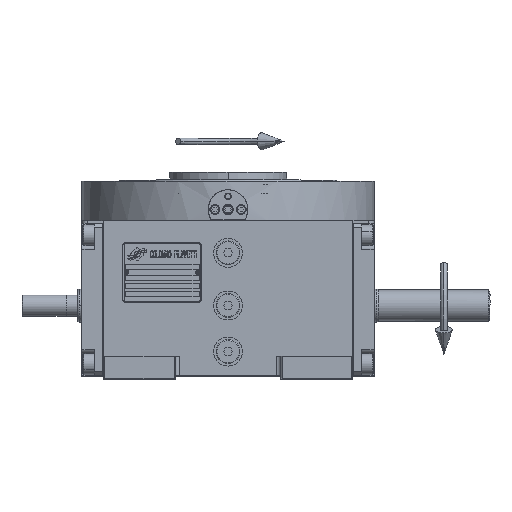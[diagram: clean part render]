
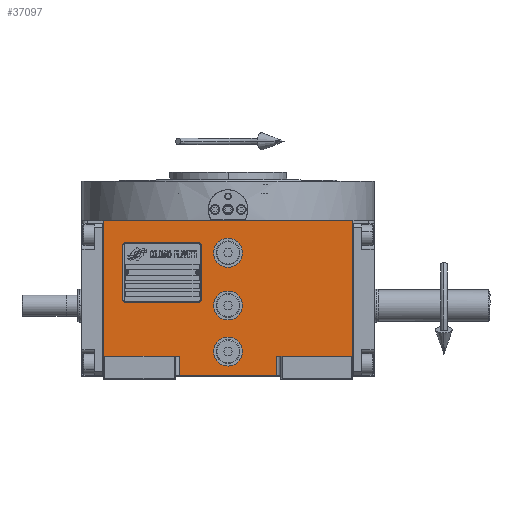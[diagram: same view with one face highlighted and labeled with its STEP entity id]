
A CAD part, top view. The second image highlights one B-rep face of the part: STEP entity #37097.
In plain terms, the highlighted planar face has unit normal (0, 0, 1).
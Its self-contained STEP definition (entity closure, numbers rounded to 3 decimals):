
#547 = DIRECTION ( 'NONE',  ( 0., -1., 0. ) ) ;
#1697 = ORIENTED_EDGE ( 'NONE', *, *, #8634, .F. ) ;
#2857 = VECTOR ( 'NONE', #23734, 1000. ) ;
#4168 = EDGE_CURVE ( 'NONE', #43431, #52995, #62721, .T. ) ;
#4291 = ORIENTED_EDGE ( 'NONE', *, *, #49921, .F. ) ;
#4676 = ORIENTED_EDGE ( 'NONE', *, *, #29890, .F. ) ;
#6150 = DIRECTION ( 'NONE',  ( 1., 0., 0. ) ) ;
#6380 = CARTESIAN_POINT ( 'NONE',  ( -11., -35., 163.5 ) ) ;
#6569 = CARTESIAN_POINT ( 'NONE',  ( -94.5, -38.5, 163.5 ) ) ;
#7482 = CARTESIAN_POINT ( 'NONE',  ( -37., -53.5, 163.5 ) ) ;
#8345 = VERTEX_POINT ( 'NONE', #46947 ) ;
#8584 = CARTESIAN_POINT ( 'NONE',  ( 11., 40., 163.5 ) ) ;
#8634 = EDGE_CURVE ( 'NONE', #33123, #52995, #39629, .T. ) ;
#8890 = VERTEX_POINT ( 'NONE', #6380 ) ;
#9346 = CARTESIAN_POINT ( 'NONE',  ( -94.5, -53.5, 163.5 ) ) ;
#9461 = AXIS2_PLACEMENT_3D ( 'NONE', #46841, #41989, #10536 ) ;
#9908 = ORIENTED_EDGE ( 'NONE', *, *, #45531, .F. ) ;
#9974 = DIRECTION ( 'NONE',  ( 0., 0., 1. ) ) ;
#10125 = VERTEX_POINT ( 'NONE', #56244 ) ;
#10280 = EDGE_CURVE ( 'NONE', #8890, #29958, #48400, .T. ) ;
#10536 = DIRECTION ( 'NONE',  ( 1., 0., 0. ) ) ;
#10868 = CARTESIAN_POINT ( 'NONE',  ( 11., -35., 163.5 ) ) ;
#11704 = DIRECTION ( 'NONE',  ( 0., 0., 1. ) ) ;
#11850 = LINE ( 'NONE', #16345, #42931 ) ;
#11880 = ORIENTED_EDGE ( 'NONE', *, *, #47031, .F. ) ;
#12750 = DIRECTION ( 'NONE',  ( -1., 0., 0. ) ) ;
#13001 = AXIS2_PLACEMENT_3D ( 'NONE', #67789, #41817, #57737 ) ;
#13464 = ORIENTED_EDGE ( 'NONE', *, *, #4168, .T. ) ;
#14384 = CIRCLE ( 'NONE', #33126, 11. ) ;
#14694 = ORIENTED_EDGE ( 'NONE', *, *, #27900, .T. ) ;
#14848 = VERTEX_POINT ( 'NONE', #48773 ) ;
#15167 = CARTESIAN_POINT ( 'NONE',  ( 0., 0., 163.5 ) ) ;
#15292 = CARTESIAN_POINT ( 'NONE',  ( -94.5, -38.5, 163.5 ) ) ;
#15558 = EDGE_CURVE ( 'NONE', #36923, #16190, #28883, .T. ) ;
#15838 = CIRCLE ( 'NONE', #24669, 11. ) ;
#16190 = VERTEX_POINT ( 'NONE', #31040 ) ;
#16345 = CARTESIAN_POINT ( 'NONE',  ( -94.5, 64.5, 163.5 ) ) ;
#16350 = ORIENTED_EDGE ( 'NONE', *, *, #19606, .F. ) ;
#18006 = CARTESIAN_POINT ( 'NONE',  ( 37., -38.5, 163.5 ) ) ;
#19127 = VERTEX_POINT ( 'NONE', #19995 ) ;
#19606 = EDGE_CURVE ( 'NONE', #19127, #14848, #11850, .T. ) ;
#19995 = CARTESIAN_POINT ( 'NONE',  ( -94.5, 64.5, 163.5 ) ) ;
#20863 = DIRECTION ( 'NONE',  ( 1., 0., 0. ) ) ;
#21105 = ORIENTED_EDGE ( 'NONE', *, *, #43922, .F. ) ;
#21358 = LINE ( 'NONE', #36927, #30977 ) ;
#21621 = CARTESIAN_POINT ( 'NONE',  ( 0., -35., 163.5 ) ) ;
#22991 = AXIS2_PLACEMENT_3D ( 'NONE', #21621, #48933, #48574 ) ;
#23734 = DIRECTION ( 'NONE',  ( 0., 1., 0. ) ) ;
#23947 = EDGE_LOOP ( 'NONE', ( #21105, #34079 ) ) ;
#24669 = AXIS2_PLACEMENT_3D ( 'NONE', #15167, #9974, #52175 ) ;
#26010 = VERTEX_POINT ( 'NONE', #41705 ) ;
#27900 = EDGE_CURVE ( 'NONE', #16190, #14848, #40869, .T. ) ;
#28213 = CIRCLE ( 'NONE', #9461, 11. ) ;
#28883 = LINE ( 'NONE', #61729, #58888 ) ;
#29157 = CIRCLE ( 'NONE', #49045, 11. ) ;
#29161 = VECTOR ( 'NONE', #55421, 1000. ) ;
#29351 = ORIENTED_EDGE ( 'NONE', *, *, #32966, .F. ) ;
#29890 = EDGE_CURVE ( 'NONE', #38592, #26010, #28213, .T. ) ;
#29958 = VERTEX_POINT ( 'NONE', #10868 ) ;
#30443 = DIRECTION ( 'NONE',  ( 1., 0., 0. ) ) ;
#30977 = VECTOR ( 'NONE', #63880, 1000. ) ;
#31040 = CARTESIAN_POINT ( 'NONE',  ( 94.5, -38.5, 163.5 ) ) ;
#32733 = LINE ( 'NONE', #52478, #46961 ) ;
#32966 = EDGE_CURVE ( 'NONE', #8345, #10125, #15838, .T. ) ;
#33123 = VERTEX_POINT ( 'NONE', #36945 ) ;
#33126 = AXIS2_PLACEMENT_3D ( 'NONE', #42802, #11704, #6150 ) ;
#33181 = EDGE_LOOP ( 'NONE', ( #4676, #4291 ) ) ;
#34079 = ORIENTED_EDGE ( 'NONE', *, *, #10280, .F. ) ;
#36040 = DIRECTION ( 'NONE',  ( 0., 1., 0. ) ) ;
#36629 = DIRECTION ( 'NONE',  ( 0., 0., 1. ) ) ;
#36923 = VERTEX_POINT ( 'NONE', #18006 ) ;
#36927 = CARTESIAN_POINT ( 'NONE',  ( -37., -53.5, 163.5 ) ) ;
#36945 = CARTESIAN_POINT ( 'NONE',  ( -37., -53.5, 163.5 ) ) ;
#37097 = ADVANCED_FACE ( 'NONE', ( #57732, #40790, #61899, #41808 ), #56731, .T. ) ;
#37774 = DIRECTION ( 'NONE',  ( 1., 0., 0. ) ) ;
#38592 = VERTEX_POINT ( 'NONE', #8584 ) ;
#39629 = LINE ( 'NONE', #7482, #2857 ) ;
#40790 = FACE_BOUND ( 'NONE', #23947, .T. ) ;
#40869 = LINE ( 'NONE', #60599, #29161 ) ;
#41705 = CARTESIAN_POINT ( 'NONE',  ( -11., 40., 163.5 ) ) ;
#41808 = FACE_OUTER_BOUND ( 'NONE', #44450, .T. ) ;
#41817 = DIRECTION ( 'NONE',  ( 0., 0., 1. ) ) ;
#41989 = DIRECTION ( 'NONE',  ( 0., 0., 1. ) ) ;
#42796 = CIRCLE ( 'NONE', #13001, 11. ) ;
#42802 = CARTESIAN_POINT ( 'NONE',  ( 0., -35., 163.5 ) ) ;
#42931 = VECTOR ( 'NONE', #37774, 1000. ) ;
#43431 = VERTEX_POINT ( 'NONE', #6569 ) ;
#43711 = ORIENTED_EDGE ( 'NONE', *, *, #54167, .T. ) ;
#43922 = EDGE_CURVE ( 'NONE', #29958, #8890, #14384, .T. ) ;
#44450 = EDGE_LOOP ( 'NONE', ( #43711, #11880, #45334, #14694, #16350, #53290, #13464, #1697 ) ) ;
#45334 = ORIENTED_EDGE ( 'NONE', *, *, #15558, .T. ) ;
#45531 = EDGE_CURVE ( 'NONE', #10125, #8345, #29157, .T. ) ;
#46841 = CARTESIAN_POINT ( 'NONE',  ( 0., 40., 163.5 ) ) ;
#46947 = CARTESIAN_POINT ( 'NONE',  ( 11., 0., 163.5 ) ) ;
#46961 = VECTOR ( 'NONE', #547, 1000. ) ;
#47031 = EDGE_CURVE ( 'NONE', #36923, #48310, #32733, .T. ) ;
#48310 = VERTEX_POINT ( 'NONE', #51795 ) ;
#48400 = CIRCLE ( 'NONE', #22991, 11. ) ;
#48574 = DIRECTION ( 'NONE',  ( -1., 0., 0. ) ) ;
#48773 = CARTESIAN_POINT ( 'NONE',  ( 94.5, 64.5, 163.5 ) ) ;
#48933 = DIRECTION ( 'NONE',  ( 0., 0., 1. ) ) ;
#49045 = AXIS2_PLACEMENT_3D ( 'NONE', #65290, #60113, #12750 ) ;
#49921 = EDGE_CURVE ( 'NONE', #26010, #38592, #42796, .T. ) ;
#49980 = DIRECTION ( 'NONE',  ( 1., 0., 0. ) ) ;
#51795 = CARTESIAN_POINT ( 'NONE',  ( 37., -53.5, 163.5 ) ) ;
#52048 = VECTOR ( 'NONE', #20863, 1000. ) ;
#52175 = DIRECTION ( 'NONE',  ( 1., 0., 0. ) ) ;
#52478 = CARTESIAN_POINT ( 'NONE',  ( 37., -38.5, 163.5 ) ) ;
#52995 = VERTEX_POINT ( 'NONE', #58007 ) ;
#53290 = ORIENTED_EDGE ( 'NONE', *, *, #57018, .F. ) ;
#53371 = EDGE_LOOP ( 'NONE', ( #29351, #9908 ) ) ;
#54167 = EDGE_CURVE ( 'NONE', #33123, #48310, #21358, .T. ) ;
#55379 = VECTOR ( 'NONE', #36040, 1000. ) ;
#55421 = DIRECTION ( 'NONE',  ( 0., 1., 0. ) ) ;
#56244 = CARTESIAN_POINT ( 'NONE',  ( -11., 0., 163.5 ) ) ;
#56731 = PLANE ( 'NONE',  #61488 ) ;
#57018 = EDGE_CURVE ( 'NONE', #43431, #19127, #63010, .T. ) ;
#57732 = FACE_BOUND ( 'NONE', #53371, .T. ) ;
#57737 = DIRECTION ( 'NONE',  ( -1., 0., 0. ) ) ;
#58007 = CARTESIAN_POINT ( 'NONE',  ( -37., -38.5, 163.5 ) ) ;
#58888 = VECTOR ( 'NONE', #49980, 1000. ) ;
#60113 = DIRECTION ( 'NONE',  ( 0., 0., 1. ) ) ;
#60599 = CARTESIAN_POINT ( 'NONE',  ( 94.5, -38.5, 163.5 ) ) ;
#61488 = AXIS2_PLACEMENT_3D ( 'NONE', #9346, #36629, #30443 ) ;
#61729 = CARTESIAN_POINT ( 'NONE',  ( 37., -38.5, 163.5 ) ) ;
#61899 = FACE_BOUND ( 'NONE', #33181, .T. ) ;
#62721 = LINE ( 'NONE', #63413, #52048 ) ;
#63010 = LINE ( 'NONE', #15292, #55379 ) ;
#63413 = CARTESIAN_POINT ( 'NONE',  ( -94.5, -38.5, 163.5 ) ) ;
#63880 = DIRECTION ( 'NONE',  ( 1., 0., 0. ) ) ;
#65290 = CARTESIAN_POINT ( 'NONE',  ( 0., 0., 163.5 ) ) ;
#67789 = CARTESIAN_POINT ( 'NONE',  ( 0., 40., 163.5 ) ) ;
